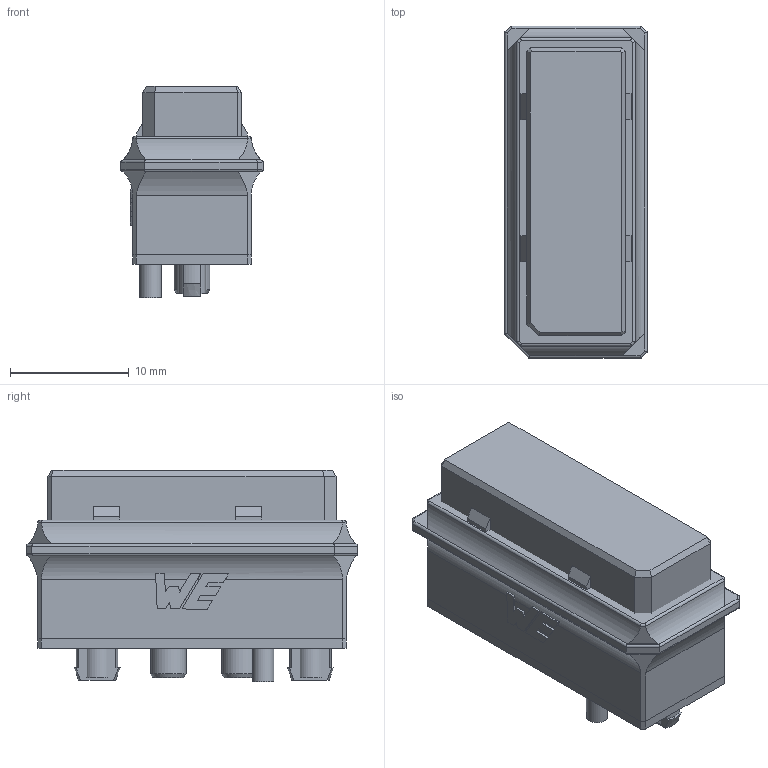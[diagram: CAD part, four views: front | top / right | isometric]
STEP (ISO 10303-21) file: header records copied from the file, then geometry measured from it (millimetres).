
FILE_DESCRIPTION(/* description */ ('Unknown'),/* implementation_level */ '2;1');
FILE_NAME(/* name */ 'ConWSP_4_polig_Rev1.0_Homepage_20220816',/* time_stamp */ '2022-12-20T10:10:38+01:00',/* author */ ('Unknown'),/* organization */ ('Unknown'),/* preprocessor_version */ 'ST-DEVELOPER v16.7',/* originating_system */ 'Solid Edge',/* authorisation */ 'Unknown');
FILE_SCHEMA (('AUTOMOTIVE_DESIGN {1 0 10303 214 3 1 1}'));
Length unit declared in the file: millimetre
Products named in the file (3): ConWSP_4_polig_Rev1.0_Homepage_20220816; housing_ConWSP_4_polig_Rev1.0_Homepage_20220816; slider_ConWSP_4_polig_Rev1.0_Homepage_20220816
Assembly tree (2 placements, depth 2):
  ConWSP_4_polig_Rev1.0_Homepage_20220816
    housing_ConWSP_4_polig_Rev1.0_Homepage_20220816
    slider_ConWSP_4_polig_Rev1.0_Homepage_20220816
Bounding box: 12 x 28 x 17.8 mm (x, y, z)
Volume: 5899.2 mm3; surface area: 2946.3 mm2
Topology: 2 solids, 2 shells, 171 faces, 423 edges, 270 vertices
Faces by surface type: plane 114, cylinder 43, bspline 8, cone 6
Full cylindrical faces by diameter (mm): 0.5 x2, 1.8 x1, 2.3 x2, 3 x2
Entity records: 5039 total; most frequent: CARTESIAN_POINT 1022, ORIENTED_EDGE 816, DIRECTION 781, EDGE_CURVE 408, LINE 287, VECTOR 287, VERTEX_POINT 264, AXIS2_PLACEMENT_3D 247
